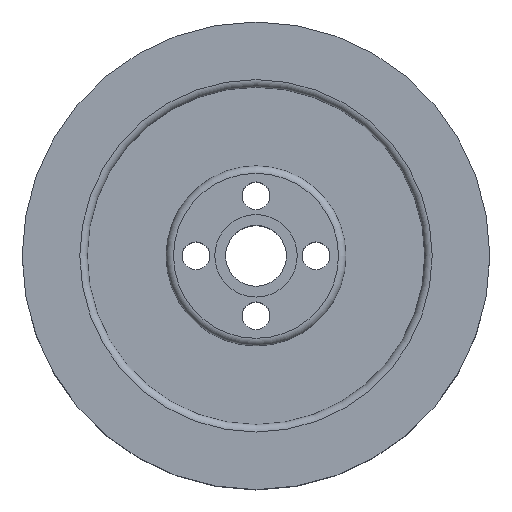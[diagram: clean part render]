
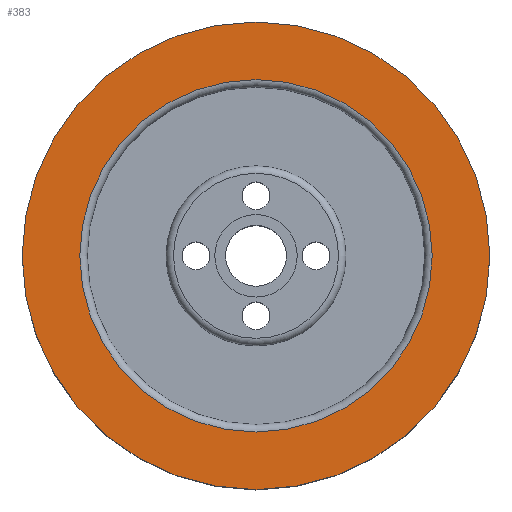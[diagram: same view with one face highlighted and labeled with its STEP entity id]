
A CAD part, top view. The second image highlights one B-rep face of the part: STEP entity #383.
In plain terms, the highlighted planar face has unit normal (0, 0, 1).
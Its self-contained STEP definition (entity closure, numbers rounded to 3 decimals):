
#40=FACE_BOUND('',#111,.T.);
#74=FACE_OUTER_BOUND('',#110,.T.);
#110=EDGE_LOOP('',(#280));
#111=EDGE_LOOP('',(#281));
#178=CIRCLE('',#424,31.181);
#179=CIRCLE('',#425,23.5);
#212=VERTEX_POINT('',#627);
#213=VERTEX_POINT('',#629);
#246=EDGE_CURVE('',#212,#212,#178,.T.);
#247=EDGE_CURVE('',#213,#213,#179,.T.);
#280=ORIENTED_EDGE('',*,*,#246,.T.);
#281=ORIENTED_EDGE('',*,*,#247,.T.);
#342=PLANE('',#423);
#383=ADVANCED_FACE('',(#74,#40),#342,.T.);
#423=AXIS2_PLACEMENT_3D('',#626,#499,#500);
#424=AXIS2_PLACEMENT_3D('',#628,#501,#502);
#425=AXIS2_PLACEMENT_3D('',#630,#503,#504);
#499=DIRECTION('center_axis',(0.,0.,1.));
#500=DIRECTION('ref_axis',(1.,0.,0.));
#501=DIRECTION('center_axis',(0.,0.,1.));
#502=DIRECTION('ref_axis',(1.,0.,0.));
#503=DIRECTION('center_axis',(0.,0.,-1.));
#504=DIRECTION('ref_axis',(-1.,0.,0.));
#626=CARTESIAN_POINT('Origin',(0.,0.,14.3));
#627=CARTESIAN_POINT('',(-31.181,0.,14.3));
#628=CARTESIAN_POINT('Origin',(0.,0.,14.3));
#629=CARTESIAN_POINT('',(-23.5,0.,14.3));
#630=CARTESIAN_POINT('Origin',(0.,0.,14.3));
